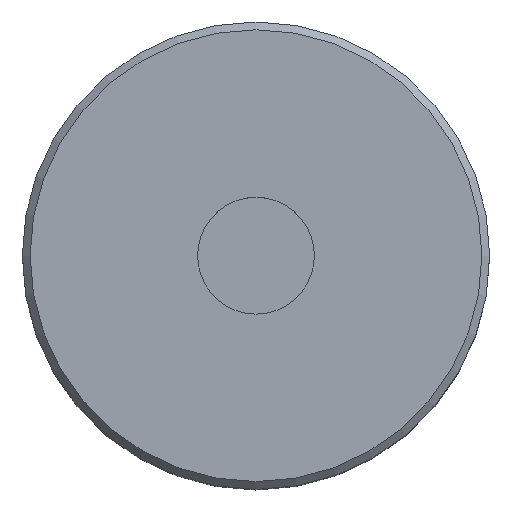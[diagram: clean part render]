
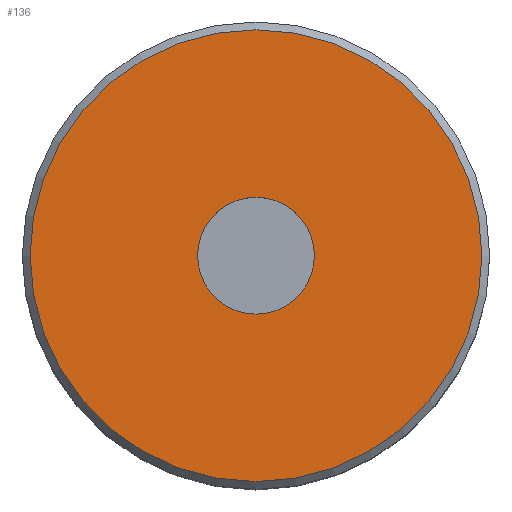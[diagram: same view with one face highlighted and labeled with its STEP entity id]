
A CAD part, top view. The second image highlights one B-rep face of the part: STEP entity #136.
In plain terms, the highlighted planar face has unit normal (0, 0, 1).
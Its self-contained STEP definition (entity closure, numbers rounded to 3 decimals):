
#18=FACE_BOUND('',#44,.T.);
#24=PLANE('',#168);
#33=FACE_OUTER_BOUND('',#43,.T.);
#43=EDGE_LOOP('',(#110));
#44=EDGE_LOOP('',(#111));
#64=CIRCLE('',#164,5.8);
#67=CIRCLE('',#169,1.5);
#73=VERTEX_POINT('',#241);
#76=VERTEX_POINT('',#251);
#84=EDGE_CURVE('',#73,#73,#64,.T.);
#89=EDGE_CURVE('',#76,#76,#67,.T.);
#110=ORIENTED_EDGE('',*,*,#84,.F.);
#111=ORIENTED_EDGE('',*,*,#89,.T.);
#136=ADVANCED_FACE('',(#33,#18),#24,.T.);
#164=AXIS2_PLACEMENT_3D('',#242,#199,#200);
#168=AXIS2_PLACEMENT_3D('',#250,#209,#210);
#169=AXIS2_PLACEMENT_3D('',#252,#211,#212);
#199=DIRECTION('center_axis',(0.,0.,-1.));
#200=DIRECTION('ref_axis',(1.,0.,0.));
#209=DIRECTION('center_axis',(0.,0.,1.));
#210=DIRECTION('ref_axis',(1.,0.,0.));
#211=DIRECTION('center_axis',(0.,0.,-1.));
#212=DIRECTION('ref_axis',(-1.,0.,0.));
#241=CARTESIAN_POINT('',(-5.8,0.,9.));
#242=CARTESIAN_POINT('Origin',(0.,0.,9.));
#250=CARTESIAN_POINT('Origin',(0.,0.,9.));
#251=CARTESIAN_POINT('',(1.5,0.,9.));
#252=CARTESIAN_POINT('Origin',(0.,0.,9.));
